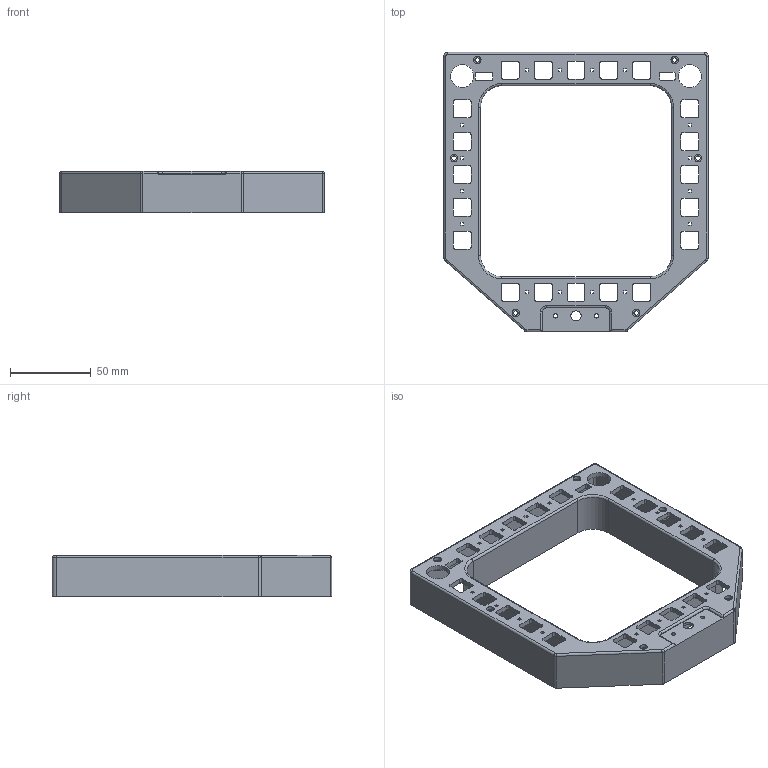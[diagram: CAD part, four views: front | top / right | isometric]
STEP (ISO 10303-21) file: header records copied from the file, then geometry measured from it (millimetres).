
FILE_DESCRIPTION (( 'STEP AP214' ), '1' );
FILE_NAME ('DDI Bezel.STEP', '2021-01-24T03:48:27', ( '' ), ( '' ), 'SwSTEP 2.0', 'SolidWorks 2019', '' );
FILE_SCHEMA (( 'AUTOMOTIVE_DESIGN' ));
Length unit declared in the file: inch
Products named in the file (1): DDI Bezel
Bounding box: 163.51 x 172.72 x 25.4 mm (x, y, z)
Volume: 75121.9 mm3; surface area: 72912.1 mm2
Topology: 1 solids, 1 shells, 476 faces, 1308 edges, 824 vertices
Faces by surface type: cylinder 215, plane 212, sphere 23, torus 22, cone 4
Entity records: 15204 total; most frequent: DIRECTION 2695, CARTESIAN_POINT 2617, ORIENTED_EDGE 2576, EDGE_CURVE 1288, AXIS2_PLACEMENT_3D 939, VERTEX_POINT 822, VECTOR 817, LINE 817
